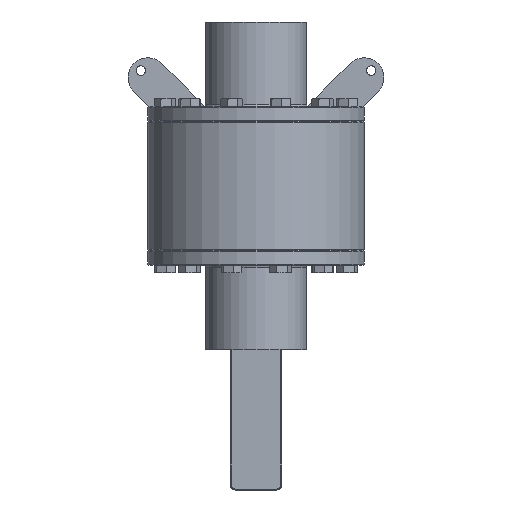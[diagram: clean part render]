
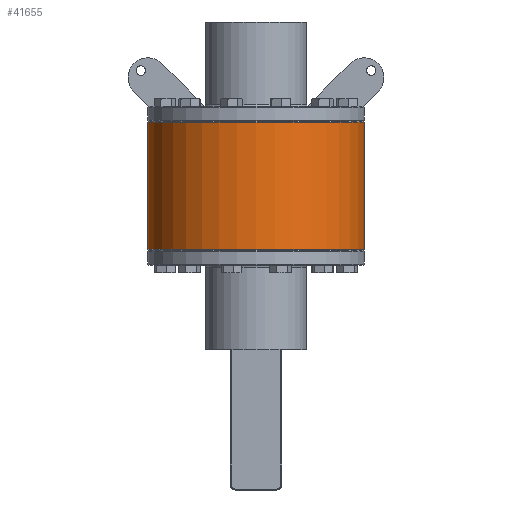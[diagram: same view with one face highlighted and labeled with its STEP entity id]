
A CAD part, front view. The second image highlights one B-rep face of the part: STEP entity #41655.
In plain terms, the highlighted cylindrical face has radius 109 mm (diameter 218 mm), a partial arc.
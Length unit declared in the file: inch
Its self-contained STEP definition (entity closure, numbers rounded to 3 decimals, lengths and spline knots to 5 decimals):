
#743 = CYLINDRICAL_SURFACE ( 'NONE', #16719, 4.29134 ) ;
#975 = ORIENTED_EDGE ( 'NONE', *, *, #8299, .T. ) ;
#2541 = VERTEX_POINT ( 'NONE', #47099 ) ;
#3196 = DIRECTION ( 'NONE',  ( 0., 0., 1. ) ) ;
#5415 = CARTESIAN_POINT ( 'NONE',  ( -4.29134, 0., 2.51969 ) ) ;
#6808 = CARTESIAN_POINT ( 'NONE',  ( 4.29134, 0., -2.51969 ) ) ;
#8299 = EDGE_CURVE ( 'NONE', #48079, #58506, #32773, .T. ) ;
#9898 = ORIENTED_EDGE ( 'NONE', *, *, #49421, .T. ) ;
#12321 = DIRECTION ( 'NONE',  ( 0., 0., 1. ) ) ;
#14183 = EDGE_CURVE ( 'NONE', #2541, #15933, #27673, .T. ) ;
#15933 = VERTEX_POINT ( 'NONE', #5415 ) ;
#16309 = CARTESIAN_POINT ( 'NONE',  ( -4.29134, 0., 4.9485 ) ) ;
#16719 = AXIS2_PLACEMENT_3D ( 'NONE', #35764, #3196, #46230 ) ;
#18346 = AXIS2_PLACEMENT_3D ( 'NONE', #53775, #34010, #53368 ) ;
#20192 = ORIENTED_EDGE ( 'NONE', *, *, #14183, .T. ) ;
#21527 = CARTESIAN_POINT ( 'NONE',  ( -4.29134, 0., -2.51969 ) ) ;
#21723 = EDGE_LOOP ( 'NONE', ( #50991, #975, #9898, #20192 ) ) ;
#27673 = CIRCLE ( 'NONE', #51843, 4.29134 ) ;
#27711 = LINE ( 'NONE', #16309, #36726 ) ;
#31093 = DIRECTION ( 'NONE',  ( -1., 0., 0. ) ) ;
#32022 = VECTOR ( 'NONE', #12321, 39.37008 ) ;
#32364 = DIRECTION ( 'NONE',  ( 0., 0., 1. ) ) ;
#32773 = CIRCLE ( 'NONE', #18346, 4.29134 ) ;
#34010 = DIRECTION ( 'NONE',  ( 0., 0., 1. ) ) ;
#34912 = EDGE_CURVE ( 'NONE', #48079, #15933, #27711, .T. ) ;
#35764 = CARTESIAN_POINT ( 'NONE',  ( 0., 0., 4.9485 ) ) ;
#35905 = DIRECTION ( 'NONE',  ( 0., 0., -1. ) ) ;
#36726 = VECTOR ( 'NONE', #32364, 39.37008 ) ;
#41655 = ADVANCED_FACE ( 'NONE', ( #60742 ), #743, .T. ) ;
#46230 = DIRECTION ( 'NONE',  ( 1., 0., 0. ) ) ;
#47099 = CARTESIAN_POINT ( 'NONE',  ( 4.29134, 0., 2.51969 ) ) ;
#47819 = LINE ( 'NONE', #55201, #32022 ) ;
#48079 = VERTEX_POINT ( 'NONE', #21527 ) ;
#49421 = EDGE_CURVE ( 'NONE', #58506, #2541, #47819, .T. ) ;
#50991 = ORIENTED_EDGE ( 'NONE', *, *, #34912, .F. ) ;
#51843 = AXIS2_PLACEMENT_3D ( 'NONE', #59652, #35905, #31093 ) ;
#53368 = DIRECTION ( 'NONE',  ( 1., 0., 0. ) ) ;
#53775 = CARTESIAN_POINT ( 'NONE',  ( 0., 0., -2.51969 ) ) ;
#55201 = CARTESIAN_POINT ( 'NONE',  ( 4.29134, 0., 4.9485 ) ) ;
#58506 = VERTEX_POINT ( 'NONE', #6808 ) ;
#59652 = CARTESIAN_POINT ( 'NONE',  ( 0., 0., 2.51969 ) ) ;
#60742 = FACE_OUTER_BOUND ( 'NONE', #21723, .T. ) ;
